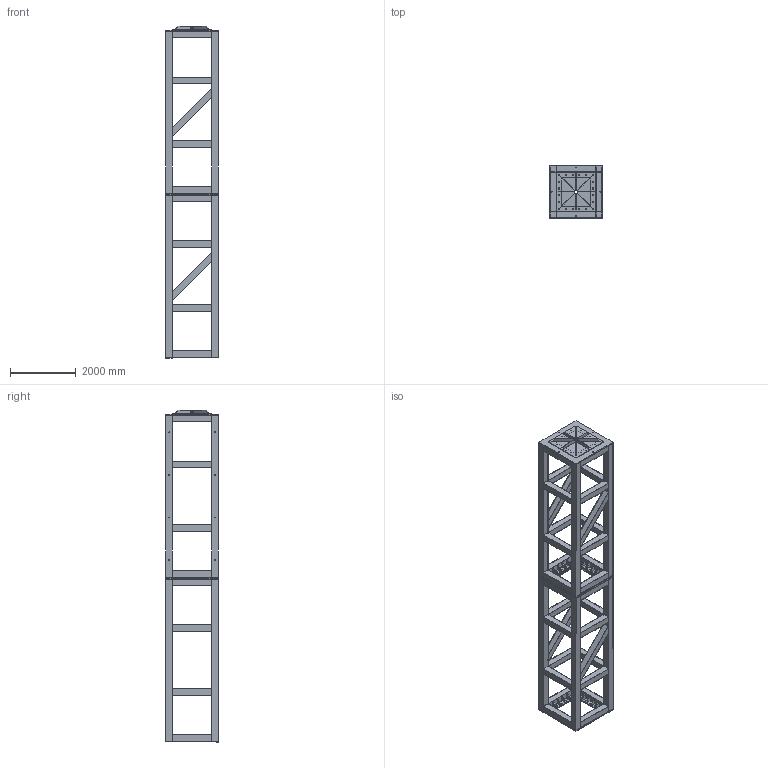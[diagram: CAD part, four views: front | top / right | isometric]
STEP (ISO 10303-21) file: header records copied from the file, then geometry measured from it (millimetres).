
FILE_DESCRIPTION(('CATIA V5 STEP Exchange'),'2;1');
FILE_NAME('2.stp','2021-03-12T08:11:02+00:00',('none'),('none'),'CATIA Version 5 Release 20 GA (IN-10)','CATIA V5 STEP AP203','none');
FILE_SCHEMA(('CONFIG_CONTROL_DESIGN'));
Length unit declared in the file: millimetre
Products named in the file (15): 4A800-XX-001KY_00; Measure-Post; Measure-2Pro-M; Measure-02-01; Measure-02-02; Measure-Post-01; Measure-Post-01-01; Measure-connect2; Measure-connect3; Measure-Key; Measure-2Pro-M2; Measure-Bush5; Measure-Base; Measure-connect; Measure-Key3
Assembly tree (179 placements, depth 5):
  4A800-XX-001KY_00
    Measure-Post
      Measure-2Pro-M
        Measure-02-01
          #82  x4
          #393  x16
          #854  x2
        Measure-02-02  x2
          #1321
          #3689
        #4210
      Measure-Post-01
        #4254
        Measure-Post-01-01
          #4285
          #5177
          #5200  x4
          #5453  x4
      Measure-connect2  x2
        #5740
        #5763
      Measure-connect3
        #5763  x8
        #5740  x8
      Measure-Key  x2
        #6668
      Measure-2Pro-M2
        Measure-02-01
          #82  x4
          #393  x16
          #854  x2
        Measure-02-02  x2
          #1321
          #3689
        Measure-Bush5  x3
          #6870
        #4210
    Measure-Base
      Measure-connect
        #5740  x16
        #5763  x17
      Measure-Key3
        #6668  x3
Bounding box: 1604 x 1604 x 10130 mm (x, y, z)
Volume: 910641170.5 mm3; surface area: 152672882.2 mm2
Topology: 149 solids, 149 shells, 1620 faces, 3798 edges, 2500 vertices
Faces by surface type: plane 1198, cylinder 326, cone 96
Entity records: 7736 total; most frequent: DIRECTION 1438, CARTESIAN_POINT 1255, ORIENTED_EDGE 902, AXIS2_PLACEMENT_3D 666, EDGE_CURVE 451, VERTEX_POINT 298, VECTOR 281, LINE 281
